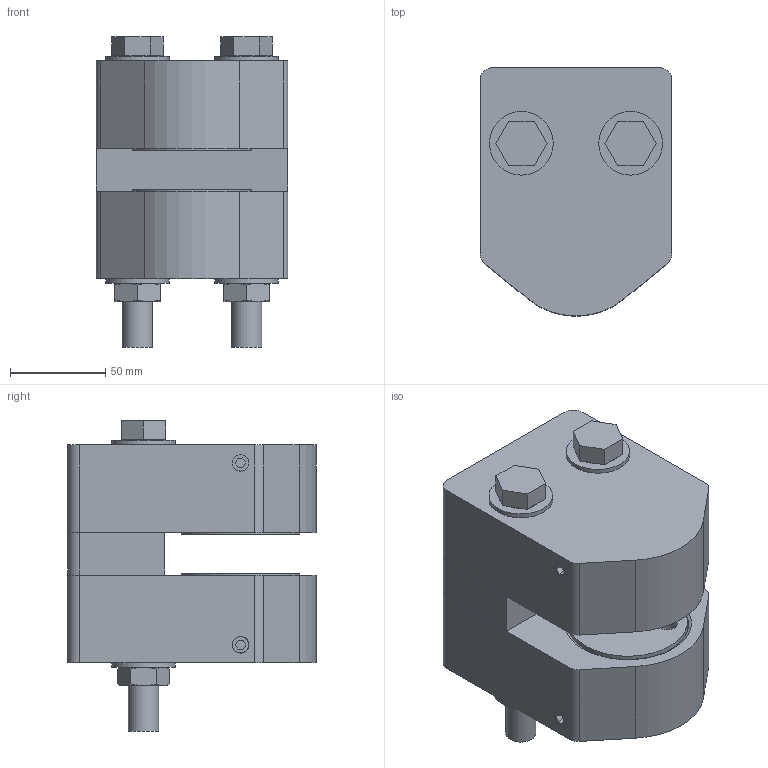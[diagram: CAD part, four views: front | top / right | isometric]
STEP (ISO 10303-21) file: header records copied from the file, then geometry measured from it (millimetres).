
FILE_DESCRIPTION(/* description */ (''),/* implementation_level */ '2;1');
FILE_NAME(/* name */ '4251-0077 P491DTR CALIPER BRAKE.stp',/* time_stamp */ '2022-04-26T10:57:51-05:00',/* author */ ('ChadR'),/* organization */ (''),/* preprocessor_version */ 'ST-DEVELOPER v18.1',/* originating_system */ 'Autodesk Inventor 2020',/* authorisation */ '');
FILE_SCHEMA (('AUTOMOTIVE_DESIGN { 1 0 10303 214 3 1 1 }'));
Length unit declared in the file: inch
Products named in the file (1): 4251-0077 P491DTR CALIPER BRAKE
Bounding box: 100.33 x 130.05 x 162.64 mm (x, y, z)
Volume: 1226752.9 mm3; surface area: 228402.6 mm2
Topology: 38 solids, 38 shells, 449 faces, 1078 edges, 722 vertices
Faces by surface type: plane 219, cylinder 124, cone 76, torus 28, bspline 2
Full cylindrical faces by diameter (mm): 0.127 x2, 3.175 x9, 3.962 x4, 4.826 x14, 5.334 x4, 5.359 x2, 6.35 x2, 8.611 x6, 9.119 x4, 9.5 x2, 9.525 x2, 9.652 x2, 10.287 x5, 10.414 x4, 14.351 x2, 14.91 x2, 15.875 x2, 16.281 x6, 16.662 x4, 17.424 x4, 17.475 x2, 23.273 x2, 33.325 x4, 53.594 x2, 53.721 x2, 53.848 x2, 53.975 x2, 62.23 x2, 62.992 x2, 63.398 x4
Entity records: 15154 total; most frequent: CARTESIAN_POINT 3912, DIRECTION 2382, ORIENTED_EDGE 2128, EDGE_CURVE 1064, AXIS2_PLACEMENT_3D 966, VERTEX_POINT 722, EDGE_LOOP 550, CIRCLE 518
